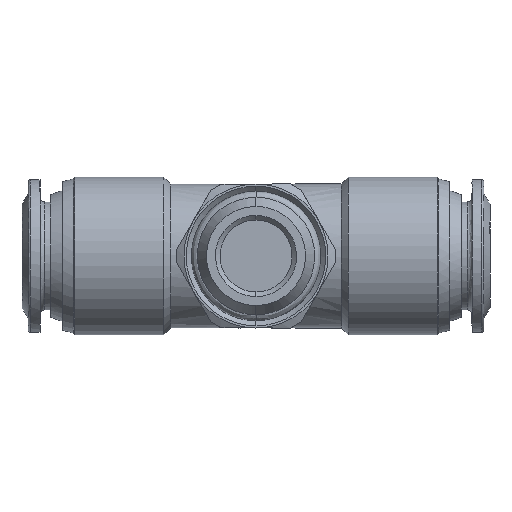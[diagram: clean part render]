
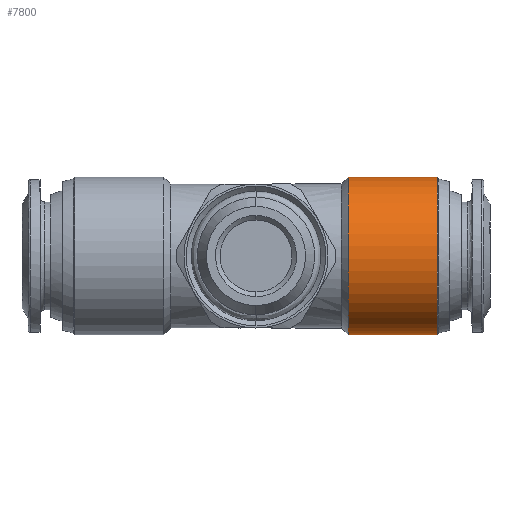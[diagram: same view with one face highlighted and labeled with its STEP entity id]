
A CAD part, front view. The second image highlights one B-rep face of the part: STEP entity #7800.
In plain terms, the highlighted free-form (B-spline) face has degree [1, 3] with [2, 4] control points.
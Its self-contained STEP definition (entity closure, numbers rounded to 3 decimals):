
#46 = EDGE_CURVE ( 'NONE', #5545, #7834, #8467, .T. ) ;
#87 = B_SPLINE_CURVE_WITH_KNOTS ( 'NONE', 1,
 ( #1756, #1730 ),
 .UNSPECIFIED., .F., .F.,
 ( 2, 2 ),
 ( -1., 0. ),
 .UNSPECIFIED. ) ;
#533 = EDGE_CURVE ( 'NONE', #7834, #8341, #4260, .T. ) ;
#573 = CARTESIAN_POINT ( 'NONE',  ( 20.122, -17.5, -8.75 ) ) ;
#598 = CARTESIAN_POINT ( 'NONE',  ( 20.122, 0., -8.75 ) ) ;
#1025 =( BOUNDED_SURFACE ( )  B_SPLINE_SURFACE ( 1, 3, ( 
 ( #6533, #573, #7308, #9635 ),
 ( #2855, #8068, #4373, #5106 ) ),
 .UNSPECIFIED., .F., .F., .F. ) 
 B_SPLINE_SURFACE_WITH_KNOTS ( ( 2, 2 ),
 ( 4, 4 ),
 ( 0., 1. ),
 ( 0., 1. ),
 .UNSPECIFIED. ) 
 GEOMETRIC_REPRESENTATION_ITEM ( )  RATIONAL_B_SPLINE_SURFACE ( (
 ( 1., 0.333, 0.333, 1.),
 ( 1., 0.333, 0.333, 1.) ) ) 
 REPRESENTATION_ITEM ( '' )  SURFACE ( )  );
#1730 = CARTESIAN_POINT ( 'NONE',  ( 10.25, 0., 8.75 ) ) ;
#1756 = CARTESIAN_POINT ( 'NONE',  ( 20.122, 0., 8.75 ) ) ;
#1764 = EDGE_CURVE ( 'NONE', #8716, #5545, #87, .T. ) ;
#2362 = CARTESIAN_POINT ( 'NONE',  ( 20.122, -17.5, -8.75 ) ) ;
#2717 = EDGE_LOOP ( 'NONE', ( #6213, #4950, #8530, #6518 ) ) ;
#2855 = CARTESIAN_POINT ( 'NONE',  ( 10.25, 0., -8.75 ) ) ;
#2880 = CARTESIAN_POINT ( 'NONE',  ( 20.122, 0., -8.75 ) ) ;
#3096 = CARTESIAN_POINT ( 'NONE',  ( 20.122, 0., -8.75 ) ) ;
#4260 = B_SPLINE_CURVE_WITH_KNOTS ( 'NONE', 1,
 ( #5135, #2880 ),
 .UNSPECIFIED., .F., .F.,
 ( 2, 2 ),
 ( -1., 0. ),
 .UNSPECIFIED. ) ;
#4373 = CARTESIAN_POINT ( 'NONE',  ( 10.25, -17.5, 8.75 ) ) ;
#4950 = ORIENTED_EDGE ( 'NONE', *, *, #1764, .T. ) ;
#5063 = EDGE_CURVE ( 'NONE', #8716, #8341, #7705, .T. ) ;
#5106 = CARTESIAN_POINT ( 'NONE',  ( 10.25, 0., 8.75 ) ) ;
#5135 = CARTESIAN_POINT ( 'NONE',  ( 10.25, 0., -8.75 ) ) ;
#5324 = CARTESIAN_POINT ( 'NONE',  ( 10.25, 0., -8.75 ) ) ;
#5545 = VERTEX_POINT ( 'NONE', #9201 ) ;
#6213 = ORIENTED_EDGE ( 'NONE', *, *, #5063, .F. ) ;
#6518 = ORIENTED_EDGE ( 'NONE', *, *, #533, .T. ) ;
#6533 = CARTESIAN_POINT ( 'NONE',  ( 20.122, 0., -8.75 ) ) ;
#6810 = CARTESIAN_POINT ( 'NONE',  ( 20.122, -17.5, 8.75 ) ) ;
#6902 = CARTESIAN_POINT ( 'NONE',  ( 20.122, 0., 8.75 ) ) ;
#7026 = FACE_OUTER_BOUND ( 'NONE', #2717, .T. ) ;
#7308 = CARTESIAN_POINT ( 'NONE',  ( 20.122, -17.5, 8.75 ) ) ;
#7443 = CARTESIAN_POINT ( 'NONE',  ( 20.122, 0., 8.75 ) ) ;
#7705 =( BOUNDED_CURVE ( )  B_SPLINE_CURVE ( 3, ( #6902, #6810, #2362, #3096 ),
 .UNSPECIFIED., .F., .F. ) 
 B_SPLINE_CURVE_WITH_KNOTS ( ( 4, 4 ),
 ( -3.142, 0. ),
 .UNSPECIFIED. ) 
 CURVE ( )  GEOMETRIC_REPRESENTATION_ITEM ( )  RATIONAL_B_SPLINE_CURVE ( ( 1., 0.333, 0.333, 1. ) ) 
 REPRESENTATION_ITEM ( '' )  );
#7800 = ADVANCED_FACE ( 'NONE', ( #7026 ), #1025, .F. ) ;
#7834 = VERTEX_POINT ( 'NONE', #5324 ) ;
#7977 = CARTESIAN_POINT ( 'NONE',  ( 10.25, -17.5, 8.75 ) ) ;
#8068 = CARTESIAN_POINT ( 'NONE',  ( 10.25, -17.5, -8.75 ) ) ;
#8341 = VERTEX_POINT ( 'NONE', #598 ) ;
#8467 =( BOUNDED_CURVE ( )  B_SPLINE_CURVE ( 3, ( #8746, #7977, #9428, #9461 ),
 .UNSPECIFIED., .F., .T. ) 
 B_SPLINE_CURVE_WITH_KNOTS ( ( 4, 4 ),
 ( -3.142, 0. ),
 .UNSPECIFIED. ) 
 CURVE ( )  GEOMETRIC_REPRESENTATION_ITEM ( )  RATIONAL_B_SPLINE_CURVE ( ( 1., 0.333, 0.333, 1. ) ) 
 REPRESENTATION_ITEM ( '' )  );
#8530 = ORIENTED_EDGE ( 'NONE', *, *, #46, .T. ) ;
#8716 = VERTEX_POINT ( 'NONE', #7443 ) ;
#8746 = CARTESIAN_POINT ( 'NONE',  ( 10.25, 0., 8.75 ) ) ;
#9201 = CARTESIAN_POINT ( 'NONE',  ( 10.25, 0., 8.75 ) ) ;
#9428 = CARTESIAN_POINT ( 'NONE',  ( 10.25, -17.5, -8.75 ) ) ;
#9461 = CARTESIAN_POINT ( 'NONE',  ( 10.25, 0., -8.75 ) ) ;
#9635 = CARTESIAN_POINT ( 'NONE',  ( 20.122, 0., 8.75 ) ) ;
